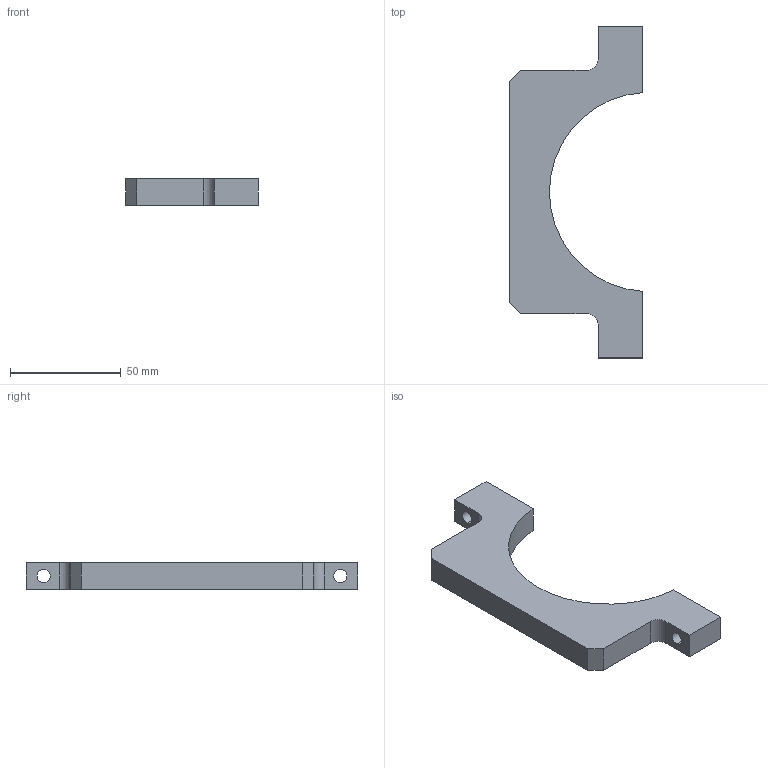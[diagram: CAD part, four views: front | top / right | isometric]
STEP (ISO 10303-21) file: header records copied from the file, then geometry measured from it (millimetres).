
FILE_DESCRIPTION (( 'STEP AP214' ), '1' );
FILE_NAME ('TubeClampTop.STEP', '2015-06-11T08:31:04', ( '' ), ( '' ), 'SwSTEP 2.0', 'SolidWorks 2014', '' );
FILE_SCHEMA (( 'AUTOMOTIVE_DESIGN' ));
Length unit declared in the file: millimetre
Products named in the file (1): TubeClampTop
Bounding box: 60 x 150 x 12 mm (x, y, z)
Volume: 52565 mm3; surface area: 15055.2 mm2
Topology: 1 solids, 1 shells, 21 faces, 57 edges, 38 vertices
Faces by surface type: plane 13, cylinder 8
Entity records: 709 total; most frequent: CARTESIAN_POINT 117, DIRECTION 117, ORIENTED_EDGE 114, EDGE_CURVE 57, VECTOR 41, LINE 41, AXIS2_PLACEMENT_3D 38, VERTEX_POINT 38
